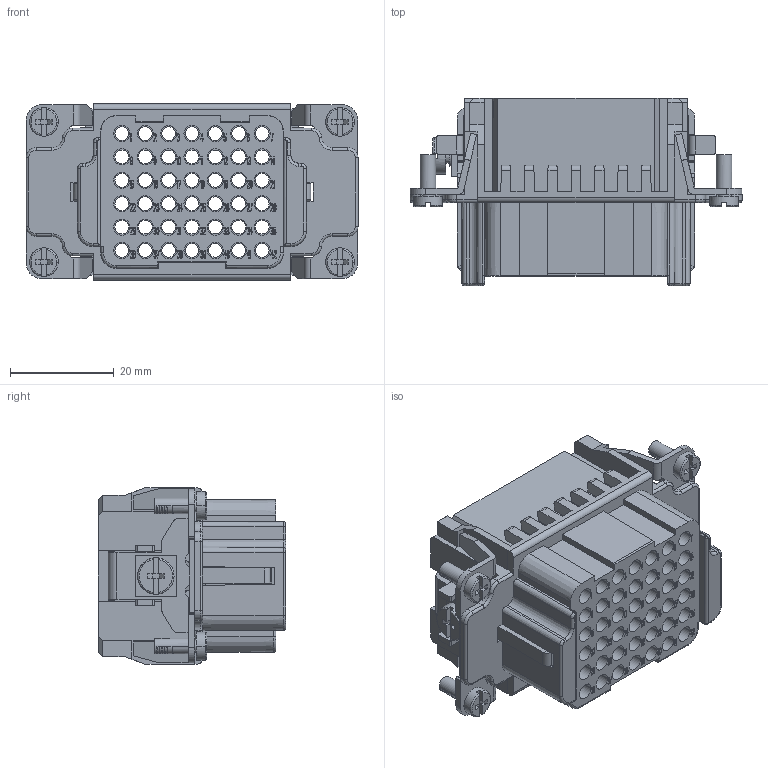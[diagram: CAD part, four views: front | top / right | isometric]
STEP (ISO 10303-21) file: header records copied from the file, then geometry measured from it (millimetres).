
FILE_DESCRIPTION((''),'2;1');
FILE_NAME('MANIFOLD_SOLID_BREP_97','2017-08-25T',('tl.yang'),(''),'PRO/ENGINEER BY PARAMETRIC TECHNOLOGY CORPORATION, 2011500','PRO/ENGINEER BY PARAMETRIC TECHNOLOGY CORPORATION, 2011500','');
FILE_SCHEMA(('CONFIG_CONTROL_DESIGN'));
Products named in the file (1): MANIFOLD_SOLID_BREP_97
Bounding box: 63.9 x 36.1 x 33.9 mm (x, y, z)
Volume: 31899.6 mm3; surface area: 27294.5 mm2
Topology: 1 solids, 2 shells, 6220 faces, 17947 edges, 11975 vertices
Faces by surface type: plane 5770, cylinder 364, bspline 38, torus 36, cone 12
Entity records: 203302 total; most frequent: CARTESIAN_POINT 39184, ORIENTED_EDGE 35894, DIRECTION 30853, EDGE_CURVE 17947, VECTOR 16907, LINE 16907, VERTEX_POINT 11975, AXIS2_PLACEMENT_3D 6973
